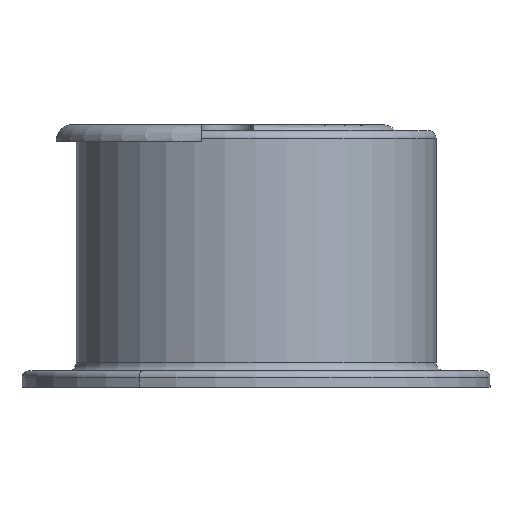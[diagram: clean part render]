
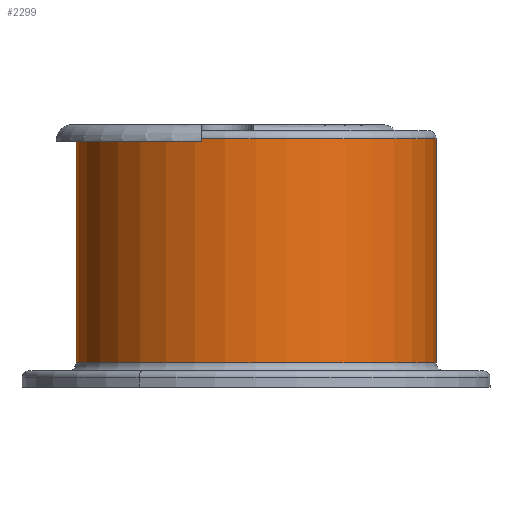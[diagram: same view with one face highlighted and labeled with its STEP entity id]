
A CAD part, front view. The second image highlights one B-rep face of the part: STEP entity #2299.
In plain terms, the highlighted cylindrical face has radius 55 mm (diameter 110 mm), a full revolution.
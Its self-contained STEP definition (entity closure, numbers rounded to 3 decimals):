
#198=FACE_OUTER_BOUND('',#332,.T.);
#332=EDGE_LOOP('',(#1765,#1766,#1767,#1768,#1769));
#500=LINE('',#3797,#697);
#697=VECTOR('',#2983,52.);
#859=CIRCLE('',#2449,55.);
#888=CIRCLE('',#2513,55.);
#889=CIRCLE('',#2514,55.);
#1010=VERTEX_POINT('',#3640);
#1053=VERTEX_POINT('',#3794);
#1054=VERTEX_POINT('',#3795);
#1250=EDGE_CURVE('',#1010,#1010,#859,.T.);
#1326=EDGE_CURVE('',#1053,#1054,#888,.T.);
#1327=EDGE_CURVE('',#1053,#1010,#500,.T.);
#1328=EDGE_CURVE('',#1054,#1053,#889,.T.);
#1765=ORIENTED_EDGE('',*,*,#1326,.F.);
#1766=ORIENTED_EDGE('',*,*,#1327,.T.);
#1767=ORIENTED_EDGE('',*,*,#1250,.F.);
#1768=ORIENTED_EDGE('',*,*,#1327,.F.);
#1769=ORIENTED_EDGE('',*,*,#1328,.F.);
#2223=CYLINDRICAL_SURFACE('',#2512,55.);
#2299=ADVANCED_FACE('',(#198),#2223,.T.);
#2449=AXIS2_PLACEMENT_3D('',#3641,#2806,#2807);
#2512=AXIS2_PLACEMENT_3D('',#3793,#2979,#2980);
#2513=AXIS2_PLACEMENT_3D('',#3796,#2981,#2982);
#2514=AXIS2_PLACEMENT_3D('',#3798,#2984,#2985);
#2806=DIRECTION('center_axis',(0.,0.,
1.));
#2807=DIRECTION('ref_axis',(1.,0.,0.));
#2979=DIRECTION('center_axis',(0.,0.,
-1.));
#2980=DIRECTION('ref_axis',(1.,0.,0.));
#2981=DIRECTION('center_axis',(0.,0.,
-1.));
#2982=DIRECTION('ref_axis',(-1.,0.,0.));
#2983=DIRECTION('',(0.,0.,1.));
#2984=DIRECTION('center_axis',(0.,0.,
-1.));
#2985=DIRECTION('ref_axis',(-1.,0.,0.));
#3640=CARTESIAN_POINT('',(-115.415,-12.887,149.776));
#3641=CARTESIAN_POINT('Origin',(-60.415,-12.887,149.776));
#3793=CARTESIAN_POINT('Origin',(-60.415,-12.887,126.805));
#3794=CARTESIAN_POINT('',(-115.415,-12.887,81.255));
#3795=CARTESIAN_POINT('',(-5.415,-12.887,81.255));
#3796=CARTESIAN_POINT('Origin',(-60.415,-12.887,81.255));
#3797=CARTESIAN_POINT('',(-115.415,-12.887,126.805));
#3798=CARTESIAN_POINT('Origin',(-60.415,-12.887,81.255));
